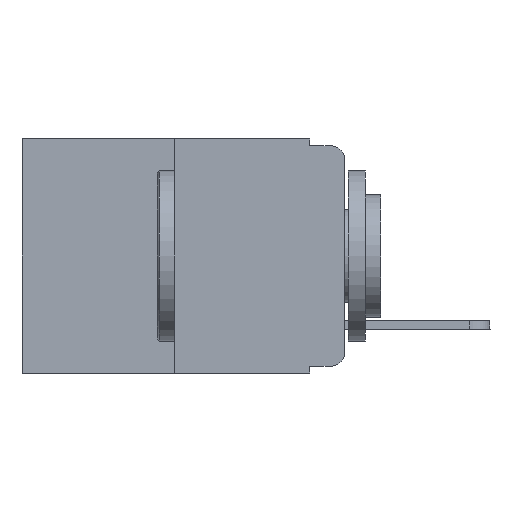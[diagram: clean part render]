
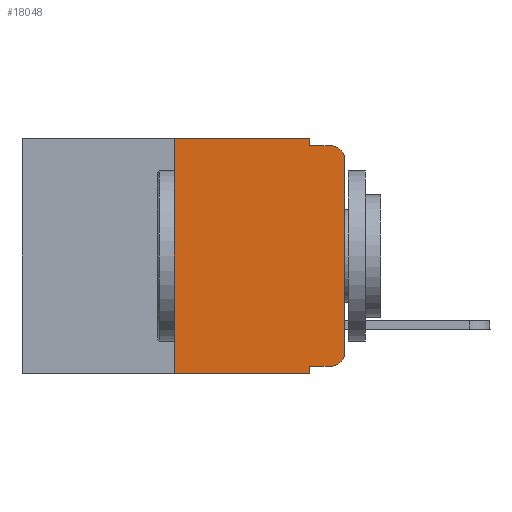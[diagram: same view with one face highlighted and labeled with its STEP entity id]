
A CAD part, left-side view. The second image highlights one B-rep face of the part: STEP entity #18048.
In plain terms, the highlighted planar face has unit normal (-1, 0, 0).
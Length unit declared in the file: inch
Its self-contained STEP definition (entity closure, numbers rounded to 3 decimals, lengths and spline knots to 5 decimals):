
#219 = CIRCLE ( 'NONE', #16743, 0.02 ) ;
#403 = EDGE_CURVE ( 'NONE', #7010, #12273, #14294, .T. ) ;
#460 = EDGE_CURVE ( 'NONE', #5766, #12323, #21661, .T. ) ;
#918 = DIRECTION ( 'NONE',  ( 0., 0., 1. ) ) ;
#1100 = ORIENTED_EDGE ( 'NONE', *, *, #6078, .T. ) ;
#1151 = DIRECTION ( 'NONE',  ( -1., 0., 0. ) ) ;
#1208 = DIRECTION ( 'NONE',  ( 0., 0., -1. ) ) ;
#1252 = DIRECTION ( 'NONE',  ( 0., 0., -1. ) ) ;
#1676 = DIRECTION ( 'NONE',  ( 0., -1., 0. ) ) ;
#1690 = EDGE_CURVE ( 'NONE', #10109, #7010, #19055, .T. ) ;
#2615 = EDGE_CURVE ( 'NONE', #12323, #8580, #17457, .T. ) ;
#2677 = LINE ( 'NONE', #16998, #9360 ) ;
#3680 = EDGE_CURVE ( 'NONE', #5766, #18065, #20178, .T. ) ;
#4120 = VECTOR ( 'NONE', #5906, 39.37008 ) ;
#4266 = EDGE_CURVE ( 'NONE', #6096, #18065, #2677, .T. ) ;
#4863 = CARTESIAN_POINT ( 'NONE',  ( 0., 0., -0.03 ) ) ;
#4882 = VECTOR ( 'NONE', #918, 39.37008 ) ;
#5704 = ORIENTED_EDGE ( 'NONE', *, *, #1690, .F. ) ;
#5766 = VERTEX_POINT ( 'NONE', #21632 ) ;
#5906 = DIRECTION ( 'NONE',  ( 0., 0., -1. ) ) ;
#5985 = CARTESIAN_POINT ( 'NONE',  ( 0., 0.473, 0. ) ) ;
#6078 = EDGE_CURVE ( 'NONE', #8580, #9580, #15427, .T. ) ;
#6096 = VERTEX_POINT ( 'NONE', #18817 ) ;
#6147 = ORIENTED_EDGE ( 'NONE', *, *, #20612, .F. ) ;
#6450 = DIRECTION ( 'NONE',  ( 0., 0., -1. ) ) ;
#6863 = ORIENTED_EDGE ( 'NONE', *, *, #4266, .T. ) ;
#7010 = VERTEX_POINT ( 'NONE', #14512 ) ;
#7142 = CARTESIAN_POINT ( 'NONE',  ( 0., 0.02, -0.03 ) ) ;
#7741 = CARTESIAN_POINT ( 'NONE',  ( 0., 0.25, 0. ) ) ;
#7846 = CARTESIAN_POINT ( 'NONE',  ( 0., 0.051, -0.343 ) ) ;
#7902 = ORIENTED_EDGE ( 'NONE', *, *, #403, .F. ) ;
#8000 = VECTOR ( 'NONE', #20239, 39.37008 ) ;
#8493 = CARTESIAN_POINT ( 'NONE',  ( 0., 0., -0.313 ) ) ;
#8580 = VERTEX_POINT ( 'NONE', #8493 ) ;
#8841 = LINE ( 'NONE', #18001, #20904 ) ;
#8906 = CARTESIAN_POINT ( 'NONE',  ( 0., 0.051, -0.01 ) ) ;
#9125 = DIRECTION ( 'NONE',  ( 0., -1., 0. ) ) ;
#9360 = VECTOR ( 'NONE', #16668, 39.37008 ) ;
#9580 = VERTEX_POINT ( 'NONE', #4863 ) ;
#9727 = DIRECTION ( 'NONE',  ( 1., 0., 0. ) ) ;
#10018 = DIRECTION ( 'NONE',  ( 0., 0., 1. ) ) ;
#10109 = VERTEX_POINT ( 'NONE', #22867 ) ;
#10997 = VECTOR ( 'NONE', #9125, 39.37008 ) ;
#11098 = AXIS2_PLACEMENT_3D ( 'NONE', #15490, #1151, #6450 ) ;
#11509 = LINE ( 'NONE', #7741, #4882 ) ;
#11656 = EDGE_CURVE ( 'NONE', #6096, #22104, #11509, .T. ) ;
#11677 = CARTESIAN_POINT ( 'NONE',  ( 0., 0., 0. ) ) ;
#12273 = VERTEX_POINT ( 'NONE', #16707 ) ;
#12323 = VERTEX_POINT ( 'NONE', #20081 ) ;
#12993 = CARTESIAN_POINT ( 'NONE',  ( 0., 0.051, -0.333 ) ) ;
#13901 = ORIENTED_EDGE ( 'NONE', *, *, #11656, .F. ) ;
#14184 = VECTOR ( 'NONE', #10018, 39.37008 ) ;
#14294 = LINE ( 'NONE', #8906, #10997 ) ;
#14512 = CARTESIAN_POINT ( 'NONE',  ( 0., 0.051, -0.01 ) ) ;
#15427 = LINE ( 'NONE', #11677, #14184 ) ;
#15490 = CARTESIAN_POINT ( 'NONE',  ( 0., 0.02, -0.313 ) ) ;
#15960 = EDGE_LOOP ( 'NONE', ( #1100, #17801, #7902, #5704, #6147, #13901, #6863, #21224, #18079, #18018 ) ) ;
#15991 = VECTOR ( 'NONE', #1208, 39.37008 ) ;
#16668 = DIRECTION ( 'NONE',  ( 0., -1., 0. ) ) ;
#16707 = CARTESIAN_POINT ( 'NONE',  ( 0., 0.02, -0.01 ) ) ;
#16743 = AXIS2_PLACEMENT_3D ( 'NONE', #7142, #17350, #1252 ) ;
#16998 = CARTESIAN_POINT ( 'NONE',  ( 0., 0.473, -0.343 ) ) ;
#17119 = DIRECTION ( 'NONE',  ( 0., 0., -1. ) ) ;
#17228 = FACE_OUTER_BOUND ( 'NONE', #15960, .T. ) ;
#17350 = DIRECTION ( 'NONE',  ( -1., 0., 0. ) ) ;
#17457 = CIRCLE ( 'NONE', #11098, 0.02 ) ;
#17801 = ORIENTED_EDGE ( 'NONE', *, *, #19621, .T. ) ;
#18001 = CARTESIAN_POINT ( 'NONE',  ( 0., 0.473, 0. ) ) ;
#18018 = ORIENTED_EDGE ( 'NONE', *, *, #2615, .T. ) ;
#18048 = ADVANCED_FACE ( 'NONE', ( #17228 ), #22471, .F. ) ;
#18065 = VERTEX_POINT ( 'NONE', #7846 ) ;
#18079 = ORIENTED_EDGE ( 'NONE', *, *, #460, .T. ) ;
#18779 = CARTESIAN_POINT ( 'NONE',  ( 0., 0.051, 0. ) ) ;
#18817 = CARTESIAN_POINT ( 'NONE',  ( 0., 0.25, -0.343 ) ) ;
#19055 = LINE ( 'NONE', #22911, #15991 ) ;
#19277 = AXIS2_PLACEMENT_3D ( 'NONE', #5985, #9727, #17119 ) ;
#19621 = EDGE_CURVE ( 'NONE', #9580, #12273, #219, .T. ) ;
#20081 = CARTESIAN_POINT ( 'NONE',  ( 0., 0.02, -0.333 ) ) ;
#20178 = LINE ( 'NONE', #18779, #4120 ) ;
#20239 = DIRECTION ( 'NONE',  ( 0., -1., 0. ) ) ;
#20246 = CARTESIAN_POINT ( 'NONE',  ( 0., 0.25, 0. ) ) ;
#20612 = EDGE_CURVE ( 'NONE', #22104, #10109, #8841, .T. ) ;
#20904 = VECTOR ( 'NONE', #1676, 39.37008 ) ;
#21224 = ORIENTED_EDGE ( 'NONE', *, *, #3680, .F. ) ;
#21632 = CARTESIAN_POINT ( 'NONE',  ( 0., 0.051, -0.333 ) ) ;
#21661 = LINE ( 'NONE', #12993, #8000 ) ;
#22104 = VERTEX_POINT ( 'NONE', #20246 ) ;
#22471 = PLANE ( 'NONE',  #19277 ) ;
#22867 = CARTESIAN_POINT ( 'NONE',  ( 0., 0.051, 0. ) ) ;
#22911 = CARTESIAN_POINT ( 'NONE',  ( 0., 0.051, 0. ) ) ;
